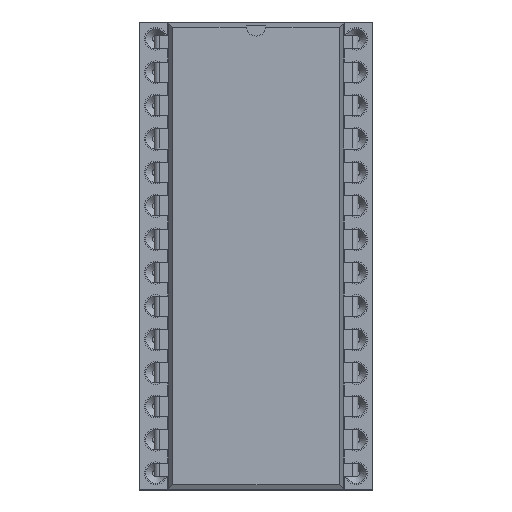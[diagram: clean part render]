
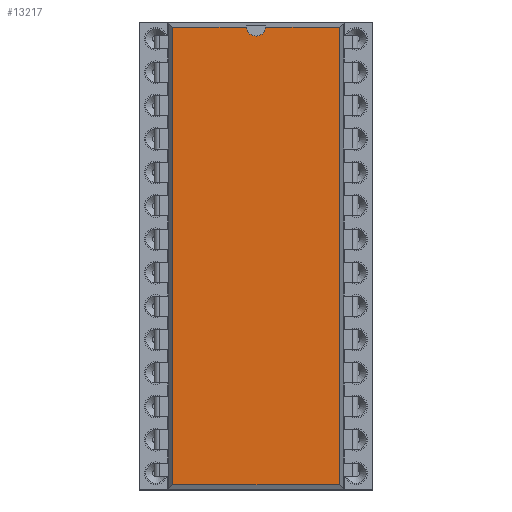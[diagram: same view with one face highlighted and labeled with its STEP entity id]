
A CAD part, top view. The second image highlights one B-rep face of the part: STEP entity #13217.
In plain terms, the highlighted planar face has unit normal (0, 0, 1).
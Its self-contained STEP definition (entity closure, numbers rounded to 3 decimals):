
#7235 = VERTEX_POINT('',#7236);
#7236 = CARTESIAN_POINT('',(13.952,0.871,3.68));
#7241 = EDGE_CURVE('',#7242,#7235,#7244,.T.);
#7242 = VERTEX_POINT('',#7243);
#7243 = CARTESIAN_POINT('',(13.952,-33.891,3.68));
#7244 = LINE('',#7245,#7246);
#7245 = CARTESIAN_POINT('',(13.952,-33.891,3.68));
#7246 = VECTOR('',#7247,1.);
#7247 = DIRECTION('',(0.,1.,0.));
#10001 = VERTEX_POINT('',#10002);
#10002 = CARTESIAN_POINT('',(1.288,0.871,3.68));
#10007 = EDGE_CURVE('',#10008,#10001,#10010,.T.);
#10008 = VERTEX_POINT('',#10009);
#10009 = CARTESIAN_POINT('',(6.874,0.871,3.68));
#10010 = LINE('',#10011,#10012);
#10011 = CARTESIAN_POINT('',(13.952,0.871,3.68));
#10012 = VECTOR('',#10013,1.);
#10013 = DIRECTION('',(-1.,0.,0.));
#10228 = VERTEX_POINT('',#10229);
#10229 = CARTESIAN_POINT('',(8.366,0.871,3.68));
#10333 = EDGE_CURVE('',#7235,#10228,#10334,.T.);
#10334 = LINE('',#10335,#10336);
#10335 = CARTESIAN_POINT('',(13.952,0.871,3.68));
#10336 = VECTOR('',#10337,1.);
#10337 = DIRECTION('',(-1.,0.,0.));
#10447 = VERTEX_POINT('',#10448);
#10448 = CARTESIAN_POINT('',(1.288,-33.891,3.68));
#10453 = EDGE_CURVE('',#10001,#10447,#10454,.T.);
#10454 = LINE('',#10455,#10456);
#10455 = CARTESIAN_POINT('',(1.288,0.871,3.68));
#10456 = VECTOR('',#10457,1.);
#10457 = DIRECTION('',(0.,-1.,0.));
#13206 = EDGE_CURVE('',#10447,#7242,#13207,.T.);
#13207 = LINE('',#13208,#13209);
#13208 = CARTESIAN_POINT('',(1.288,-33.891,3.68));
#13209 = VECTOR('',#13210,1.);
#13210 = DIRECTION('',(1.,0.,0.));
#13217 = ADVANCED_FACE('',(#13218),#13241,.F.);
#13218 = FACE_BOUND('',#13219,.F.);
#13219 = EDGE_LOOP('',(#13220,#13221,#13222,#13223,#13224,#13233,#13240)
  );
#13220 = ORIENTED_EDGE('',*,*,#7241,.F.);
#13221 = ORIENTED_EDGE('',*,*,#13206,.F.);
#13222 = ORIENTED_EDGE('',*,*,#10453,.F.);
#13223 = ORIENTED_EDGE('',*,*,#10007,.F.);
#13224 = ORIENTED_EDGE('',*,*,#13225,.F.);
#13225 = EDGE_CURVE('',#13226,#10008,#13228,.T.);
#13226 = VERTEX_POINT('',#13227);
#13227 = CARTESIAN_POINT('',(7.62,0.196,3.68));
#13228 = CIRCLE('',#13229,0.75);
#13229 = AXIS2_PLACEMENT_3D('',#13230,#13231,#13232);
#13230 = CARTESIAN_POINT('',(7.62,0.946,3.68));
#13231 = DIRECTION('',(0.,-0.,-1.));
#13232 = DIRECTION('',(0.,-1.,0.));
#13233 = ORIENTED_EDGE('',*,*,#13234,.F.);
#13234 = EDGE_CURVE('',#10228,#13226,#13235,.T.);
#13235 = CIRCLE('',#13236,0.75);
#13236 = AXIS2_PLACEMENT_3D('',#13237,#13238,#13239);
#13237 = CARTESIAN_POINT('',(7.62,0.946,3.68));
#13238 = DIRECTION('',(0.,-0.,-1.));
#13239 = DIRECTION('',(0.,-1.,0.));
#13240 = ORIENTED_EDGE('',*,*,#10333,.F.);
#13241 = PLANE('',#13242);
#13242 = AXIS2_PLACEMENT_3D('',#13243,#13244,#13245);
#13243 = CARTESIAN_POINT('',(13.952,-33.891,3.68));
#13244 = DIRECTION('',(-0.,0.,-1.));
#13245 = DIRECTION('',(-0.342,0.94,0.));
